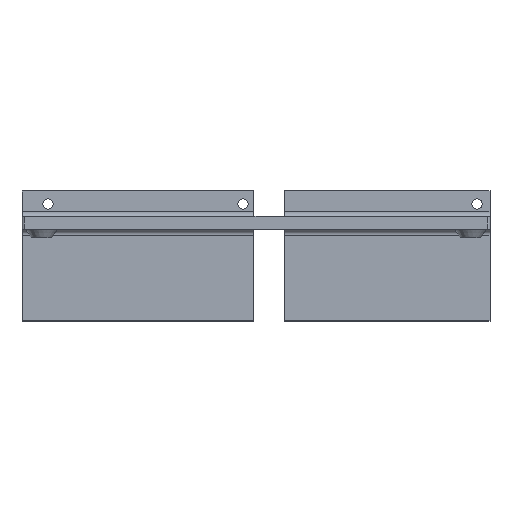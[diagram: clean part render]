
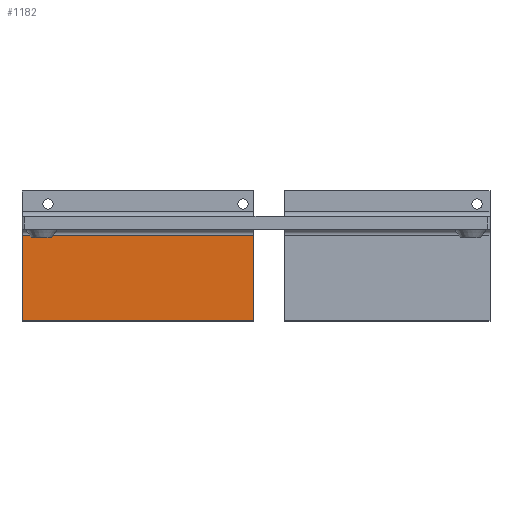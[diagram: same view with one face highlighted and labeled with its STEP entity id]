
A CAD part, top view. The second image highlights one B-rep face of the part: STEP entity #1182.
In plain terms, the highlighted planar face has unit normal (0, 0, 1).
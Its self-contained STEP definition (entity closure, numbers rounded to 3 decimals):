
#56=PLANE('',#1307);
#94=FACE_OUTER_BOUND('',#177,.T.);
#177=EDGE_LOOP('',(#950,#951,#952,#953));
#259=LINE('',#1830,#372);
#264=LINE('',#1844,#377);
#276=LINE('',#1868,#389);
#298=LINE('',#1953,#411);
#372=VECTOR('',#1453,10.);
#377=VECTOR('',#1464,10.);
#389=VECTOR('',#1482,10.);
#411=VECTOR('',#1558,10.);
#563=VERTEX_POINT('',#1827);
#564=VERTEX_POINT('',#1829);
#569=VERTEX_POINT('',#1841);
#570=VERTEX_POINT('',#1843);
#681=EDGE_CURVE('',#563,#564,#259,.F.);
#688=EDGE_CURVE('',#570,#569,#264,.F.);
#701=EDGE_CURVE('',#564,#569,#276,.T.);
#744=EDGE_CURVE('',#563,#570,#298,.T.);
#950=ORIENTED_EDGE('',*,*,#701,.F.);
#951=ORIENTED_EDGE('',*,*,#681,.F.);
#952=ORIENTED_EDGE('',*,*,#744,.T.);
#953=ORIENTED_EDGE('',*,*,#688,.T.);
#1182=ADVANCED_FACE('',(#94),#56,.T.);
#1307=AXIS2_PLACEMENT_3D('',#1958,#1563,#1564);
#1453=DIRECTION('',(0.,-1.,0.));
#1464=DIRECTION('',(0.,-1.,0.));
#1482=DIRECTION('',(1.,0.,0.));
#1558=DIRECTION('',(1.,0.,0.));
#1563=DIRECTION('center_axis',(0.,0.,1.));
#1564=DIRECTION('ref_axis',(0.,-1.,0.));
#1827=CARTESIAN_POINT('',(-180.,-50.,4.));
#1829=CARTESIAN_POINT('',(-180.,-17.,4.));
#1830=CARTESIAN_POINT('',(-180.,-5.,4.));
#1841=CARTESIAN_POINT('',(-91.,-17.,4.));
#1843=CARTESIAN_POINT('',(-91.,-50.,4.));
#1844=CARTESIAN_POINT('',(-91.,-4.,4.));
#1868=CARTESIAN_POINT('',(-135.,-17.,4.));
#1953=CARTESIAN_POINT('',(-180.,-50.,4.));
#1958=CARTESIAN_POINT('Origin',(-180.,0.,4.));
